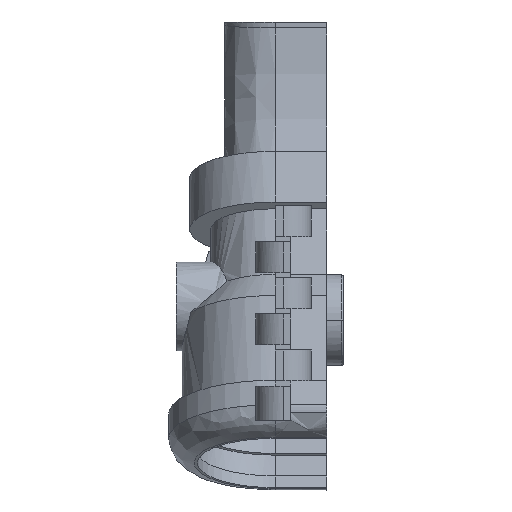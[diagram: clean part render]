
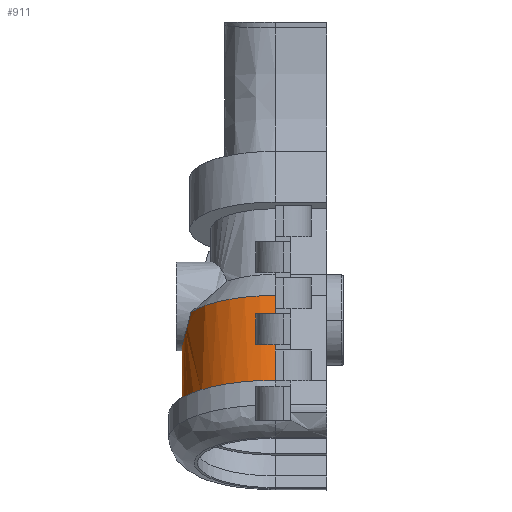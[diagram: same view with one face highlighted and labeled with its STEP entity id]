
A CAD part, left-side view. The second image highlights one B-rep face of the part: STEP entity #911.
In plain terms, the highlighted free-form (B-spline) face has degree [2, 1] with [5, 2] control points.
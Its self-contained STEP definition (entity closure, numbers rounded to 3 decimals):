
#198 = EDGE_CURVE('',#199,#201,#203,.T.);
#199 = VERTEX_POINT('',#200);
#200 = CARTESIAN_POINT('',(-10.373,7.717,
    -12.149));
#201 = VERTEX_POINT('',#202);
#202 = CARTESIAN_POINT('',(-7.738,7.062,
    -11.05));
#203 = B_SPLINE_CURVE_WITH_KNOTS('',3,(#204,#205,#206,#207,#208,#209,
    #210,#211,#212,#213),.UNSPECIFIED.,.F.,.F.,(4,2,2,2,4),(
    0.006,0.007,0.008,
    0.009,0.01),.UNSPECIFIED.);
#204 = CARTESIAN_POINT('',(-10.373,7.717,
    -12.149));
#205 = CARTESIAN_POINT('',(-10.123,7.681,-12.149
    ));
#206 = CARTESIAN_POINT('',(-9.879,7.636,
    -12.124));
#207 = CARTESIAN_POINT('',(-9.402,7.533,
    -12.028));
#208 = CARTESIAN_POINT('',(-9.166,7.474,
    -11.955));
#209 = CARTESIAN_POINT('',(-8.718,7.354,
    -11.768));
#210 = CARTESIAN_POINT('',(-8.505,7.292,
    -11.653));
#211 = CARTESIAN_POINT('',(-8.103,7.172,
    -11.382));
#212 = CARTESIAN_POINT('',(-7.912,7.113,
    -11.225));
#213 = CARTESIAN_POINT('',(-7.738,7.062,
    -11.05));
#911 = ADVANCED_FACE('',(#912),#974,.T.);
#912 = FACE_BOUND('',#913,.T.);
#913 = EDGE_LOOP('',(#914,#926,#933,#941,#960,#961,#969));
#914 = ORIENTED_EDGE('',*,*,#915,.T.);
#915 = EDGE_CURVE('',#916,#918,#920,.T.);
#916 = VERTEX_POINT('',#917);
#917 = CARTESIAN_POINT('',(-5.981,0.,
    -19.915));
#918 = VERTEX_POINT('',#919);
#919 = CARTESIAN_POINT('',(-20.787,0.,
    -14.961));
#920 = ( BOUNDED_CURVE() B_SPLINE_CURVE(2,(#921,#922,#923,#924,#925),
.UNSPECIFIED.,.F.,.F.) B_SPLINE_CURVE_WITH_KNOTS((3,2,3),(3.142,
4.712,6.283),.PIECEWISE_BEZIER_KNOTS.) CURVE() 
GEOMETRIC_REPRESENTATION_ITEM() RATIONAL_B_SPLINE_CURVE((1.,
0.707,1.,0.707,1.)) REPRESENTATION_ITEM('') );
#921 = CARTESIAN_POINT('',(-5.981,0.,
    -19.915));
#922 = CARTESIAN_POINT('',(-5.981,7.806,-19.915)
  );
#923 = CARTESIAN_POINT('',(-13.384,7.806,
    -17.438));
#924 = CARTESIAN_POINT('',(-20.787,7.806,
    -14.961));
#925 = CARTESIAN_POINT('',(-20.787,0.,
    -14.961));
#926 = ORIENTED_EDGE('',*,*,#927,.T.);
#927 = EDGE_CURVE('',#918,#928,#930,.T.);
#928 = VERTEX_POINT('',#929);
#929 = CARTESIAN_POINT('',(-18.296,0.,
    -7.517));
#930 = B_SPLINE_CURVE_WITH_KNOTS('',1,(#931,#932),.UNSPECIFIED.,.F.,.F.,
  (2,2),(-24.095,-14.995),.PIECEWISE_BEZIER_KNOTS.);
#931 = CARTESIAN_POINT('',(-20.787,0.,-14.961));
#932 = CARTESIAN_POINT('',(-18.296,0.,-7.517));
#933 = ORIENTED_EDGE('',*,*,#934,.T.);
#934 = EDGE_CURVE('',#928,#935,#937,.T.);
#935 = VERTEX_POINT('',#936);
#936 = CARTESIAN_POINT('',(-14.049,7.062,
    -8.938));
#937 = ( BOUNDED_CURVE() B_SPLINE_CURVE(2,(#938,#939,#940),
.UNSPECIFIED.,.F.,.F.) B_SPLINE_CURVE_WITH_KNOTS((3,3),(0.,
1.13),.PIECEWISE_BEZIER_KNOTS.) CURVE() 
GEOMETRIC_REPRESENTATION_ITEM() RATIONAL_B_SPLINE_CURVE((1.,
0.844,1.)) REPRESENTATION_ITEM('') );
#938 = CARTESIAN_POINT('',(-18.296,0.,-7.517));
#939 = CARTESIAN_POINT('',(-18.296,4.951,
    -7.517));
#940 = CARTESIAN_POINT('',(-14.049,7.062,
    -8.938));
#941 = ORIENTED_EDGE('',*,*,#942,.T.);
#942 = EDGE_CURVE('',#935,#199,#943,.T.);
#943 = B_SPLINE_CURVE_WITH_KNOTS('',3,(#944,#945,#946,#947,#948,#949,
    #950,#951,#952,#953,#954,#955,#956,#957,#958,#959),.UNSPECIFIED.,.F.
  ,.F.,(4,2,2,2,2,2,2,4),(0.,0.002,
    0.002,0.003,0.004,
    0.005,0.005,0.006),
  .UNSPECIFIED.);
#944 = CARTESIAN_POINT('',(-14.049,7.062,
    -8.938));
#945 = CARTESIAN_POINT('',(-13.989,7.154,-9.379
    ));
#946 = CARTESIAN_POINT('',(-13.854,7.267,-9.794)
  );
#947 = CARTESIAN_POINT('',(-13.544,7.433,-10.377
    ));
#948 = CARTESIAN_POINT('',(-13.425,7.486,
    -10.56));
#949 = CARTESIAN_POINT('',(-13.155,7.585,
    -10.903));
#950 = CARTESIAN_POINT('',(-13.003,7.631,
    -11.065));
#951 = CARTESIAN_POINT('',(-12.669,7.708,
    -11.362));
#952 = CARTESIAN_POINT('',(-12.49,7.74,
    -11.494));
#953 = CARTESIAN_POINT('',(-12.11,7.786,
    -11.725));
#954 = CARTESIAN_POINT('',(-11.906,7.8,
    -11.825));
#955 = CARTESIAN_POINT('',(-11.483,7.809,
    -11.986));
#956 = CARTESIAN_POINT('',(-11.266,7.804,
    -12.047));
#957 = CARTESIAN_POINT('',(-10.825,7.774,-12.128)
  );
#958 = CARTESIAN_POINT('',(-10.599,7.75,
    -12.149));
#959 = CARTESIAN_POINT('',(-10.373,7.717,
    -12.149));
#960 = ORIENTED_EDGE('',*,*,#198,.T.);
#961 = ORIENTED_EDGE('',*,*,#962,.T.);
#962 = EDGE_CURVE('',#201,#963,#965,.T.);
#963 = VERTEX_POINT('',#964);
#964 = CARTESIAN_POINT('',(-3.491,0.,
    -12.471));
#965 = ( BOUNDED_CURVE() B_SPLINE_CURVE(2,(#966,#967,#968),
.UNSPECIFIED.,.F.,.F.) B_SPLINE_CURVE_WITH_KNOTS((3,3),(2.011,
3.142),.PIECEWISE_BEZIER_KNOTS.) CURVE() 
GEOMETRIC_REPRESENTATION_ITEM() RATIONAL_B_SPLINE_CURVE((1.,
0.844,1.)) REPRESENTATION_ITEM('') );
#966 = CARTESIAN_POINT('',(-7.738,7.062,-11.05
    ));
#967 = CARTESIAN_POINT('',(-3.491,4.951,-12.471)
  );
#968 = CARTESIAN_POINT('',(-3.491,0.,
    -12.471));
#969 = ORIENTED_EDGE('',*,*,#970,.T.);
#970 = EDGE_CURVE('',#963,#916,#971,.T.);
#971 = B_SPLINE_CURVE_WITH_KNOTS('',1,(#972,#973),.UNSPECIFIED.,.F.,.F.,
  (2,2),(14.995,24.095),.PIECEWISE_BEZIER_KNOTS.);
#972 = CARTESIAN_POINT('',(-3.491,0.,
    -12.471));
#973 = CARTESIAN_POINT('',(-5.981,0.,
    -19.915));
#974 = ( BOUNDED_SURFACE() B_SPLINE_SURFACE(2,1,(
    (#975,#976)
    ,(#977,#978)
    ,(#979,#980)
    ,(#981,#982)
,(#983,#984
    )),.UNSPECIFIED.,.F.,.F.,.F.) B_SPLINE_SURFACE_WITH_KNOTS((3,2,3),(2
    ,2),(0.,1.571,3.142),(14.995,
    24.095),.PIECEWISE_BEZIER_KNOTS.) 
GEOMETRIC_REPRESENTATION_ITEM() RATIONAL_B_SPLINE_SURFACE((
    (1.,1.)
    ,(0.707,0.707)
    ,(1.,1.)
    ,(0.707,0.707)
,(1.,1.))) REPRESENTATION_ITEM('') SURFACE() );
#975 = CARTESIAN_POINT('',(-18.296,0.,-7.517));
#976 = CARTESIAN_POINT('',(-20.787,0.,-14.961));
#977 = CARTESIAN_POINT('',(-18.296,7.806,
    -7.517));
#978 = CARTESIAN_POINT('',(-20.787,7.806,
    -14.961));
#979 = CARTESIAN_POINT('',(-10.893,7.806,
    -9.994));
#980 = CARTESIAN_POINT('',(-13.384,7.806,
    -17.438));
#981 = CARTESIAN_POINT('',(-3.491,7.806,-12.471)
  );
#982 = CARTESIAN_POINT('',(-5.981,7.806,-19.915)
  );
#983 = CARTESIAN_POINT('',(-3.491,0.,
    -12.471));
#984 = CARTESIAN_POINT('',(-5.981,0.,
    -19.915));
